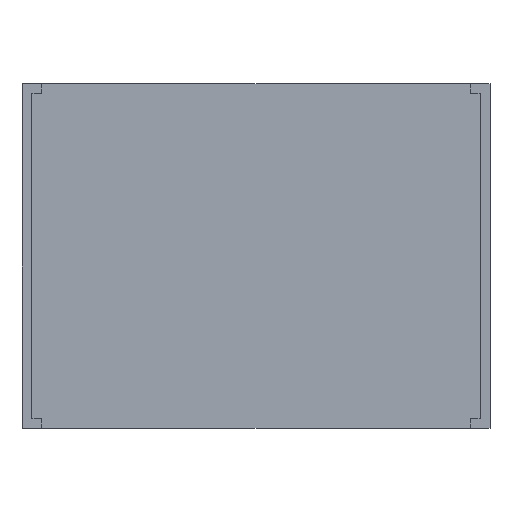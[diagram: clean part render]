
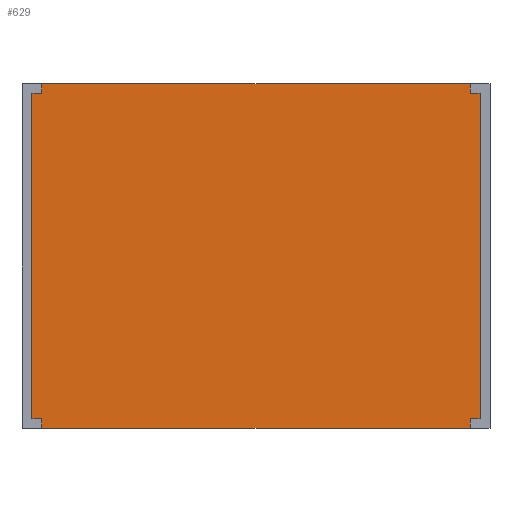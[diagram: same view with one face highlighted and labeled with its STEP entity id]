
A CAD part, top view. The second image highlights one B-rep face of the part: STEP entity #629.
In plain terms, the highlighted planar face has unit normal (0, 0, 1).
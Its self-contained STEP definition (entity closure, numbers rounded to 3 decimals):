
#51=FACE_OUTER_BOUND('',#85,.T.);
#85=EDGE_LOOP('',(#539,#540,#541,#542,#543,#544,#545,#546,#547,#548,#549,
#550));
#137=LINE('',#943,#221);
#140=LINE('',#949,#224);
#143=LINE('',#955,#227);
#146=LINE('',#961,#230);
#149=LINE('',#967,#233);
#152=LINE('',#973,#236);
#155=LINE('',#979,#239);
#158=LINE('',#985,#242);
#161=LINE('',#991,#245);
#164=LINE('',#997,#248);
#167=LINE('',#1003,#251);
#170=LINE('',#1007,#254);
#221=VECTOR('',#775,10.);
#224=VECTOR('',#780,10.);
#227=VECTOR('',#785,10.);
#230=VECTOR('',#790,10.);
#233=VECTOR('',#795,10.);
#236=VECTOR('',#800,10.);
#239=VECTOR('',#805,10.);
#242=VECTOR('',#810,10.);
#245=VECTOR('',#815,10.);
#248=VECTOR('',#820,10.);
#251=VECTOR('',#825,10.);
#254=VECTOR('',#830,10.);
#289=VERTEX_POINT('',#940);
#290=VERTEX_POINT('',#942);
#292=VERTEX_POINT('',#948);
#294=VERTEX_POINT('',#954);
#296=VERTEX_POINT('',#960);
#298=VERTEX_POINT('',#966);
#300=VERTEX_POINT('',#972);
#302=VERTEX_POINT('',#978);
#304=VERTEX_POINT('',#984);
#306=VERTEX_POINT('',#990);
#308=VERTEX_POINT('',#996);
#310=VERTEX_POINT('',#1002);
#361=EDGE_CURVE('',#290,#289,#137,.T.);
#364=EDGE_CURVE('',#292,#290,#140,.T.);
#367=EDGE_CURVE('',#294,#292,#143,.T.);
#370=EDGE_CURVE('',#296,#294,#146,.T.);
#373=EDGE_CURVE('',#298,#296,#149,.T.);
#376=EDGE_CURVE('',#300,#298,#152,.T.);
#379=EDGE_CURVE('',#302,#300,#155,.T.);
#382=EDGE_CURVE('',#304,#302,#158,.T.);
#385=EDGE_CURVE('',#306,#304,#161,.T.);
#388=EDGE_CURVE('',#308,#306,#164,.T.);
#391=EDGE_CURVE('',#310,#308,#167,.T.);
#394=EDGE_CURVE('',#289,#310,#170,.T.);
#539=ORIENTED_EDGE('',*,*,#394,.T.);
#540=ORIENTED_EDGE('',*,*,#391,.T.);
#541=ORIENTED_EDGE('',*,*,#388,.T.);
#542=ORIENTED_EDGE('',*,*,#385,.T.);
#543=ORIENTED_EDGE('',*,*,#382,.T.);
#544=ORIENTED_EDGE('',*,*,#379,.T.);
#545=ORIENTED_EDGE('',*,*,#376,.T.);
#546=ORIENTED_EDGE('',*,*,#373,.T.);
#547=ORIENTED_EDGE('',*,*,#370,.T.);
#548=ORIENTED_EDGE('',*,*,#367,.T.);
#549=ORIENTED_EDGE('',*,*,#364,.T.);
#550=ORIENTED_EDGE('',*,*,#361,.T.);
#595=PLANE('',#679);
#629=ADVANCED_FACE('',(#51),#595,.T.);
#679=AXIS2_PLACEMENT_3D('',#1008,#831,#832);
#775=DIRECTION('',(-1.,0.,0.));
#780=DIRECTION('',(0.,1.,0.));
#785=DIRECTION('',(-1.,0.,0.));
#790=DIRECTION('',(0.,1.,0.));
#795=DIRECTION('',(1.,0.,0.));
#800=DIRECTION('',(0.,1.,0.));
#805=DIRECTION('',(1.,0.,0.));
#810=DIRECTION('',(0.,-1.,0.));
#815=DIRECTION('',(1.,0.,0.));
#820=DIRECTION('',(0.,-1.,0.));
#825=DIRECTION('',(-1.,0.,0.));
#830=DIRECTION('',(0.,-1.,0.));
#831=DIRECTION('center_axis',(0.,0.,1.));
#832=DIRECTION('ref_axis',(1.,0.,0.));
#940=CARTESIAN_POINT('',(-89.,68.,2.));
#942=CARTESIAN_POINT('',(-2.,68.,2.));
#943=CARTESIAN_POINT('',(-93.,68.,2.));
#948=CARTESIAN_POINT('',(-2.,66.,2.));
#949=CARTESIAN_POINT('',(-2.,68.,2.));
#954=CARTESIAN_POINT('',(0.,66.,2.));
#955=CARTESIAN_POINT('',(-2.,66.,2.));
#960=CARTESIAN_POINT('',(0.,0.,2.));
#961=CARTESIAN_POINT('',(0.,66.,2.));
#966=CARTESIAN_POINT('',(-2.,0.,2.));
#967=CARTESIAN_POINT('',(0.,0.,2.));
#972=CARTESIAN_POINT('',(-2.,-2.,2.));
#973=CARTESIAN_POINT('',(-2.,0.,2.));
#978=CARTESIAN_POINT('',(-89.,-2.,2.));
#979=CARTESIAN_POINT('',(2.,-2.,2.));
#984=CARTESIAN_POINT('',(-89.,0.,2.));
#985=CARTESIAN_POINT('',(-89.,0.,2.));
#990=CARTESIAN_POINT('',(-91.,0.,2.));
#991=CARTESIAN_POINT('',(-89.,0.,2.));
#996=CARTESIAN_POINT('',(-91.,66.,2.));
#997=CARTESIAN_POINT('',(-91.,0.,2.));
#1002=CARTESIAN_POINT('',(-89.,66.,2.));
#1003=CARTESIAN_POINT('',(-91.,66.,2.));
#1007=CARTESIAN_POINT('',(-89.,68.,2.));
#1008=CARTESIAN_POINT('Origin',(-45.5,33.,2.));
